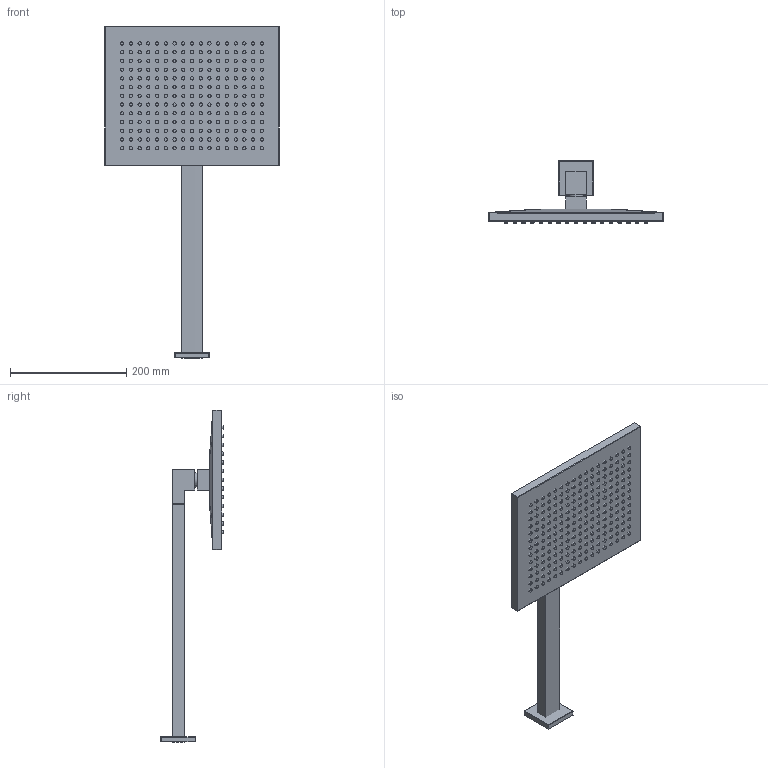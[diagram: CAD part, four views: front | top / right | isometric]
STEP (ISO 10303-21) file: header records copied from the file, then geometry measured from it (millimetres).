
FILE_DESCRIPTION (( 'STEP AP203' ), '1' );
FILE_NAME ('28765980-00.STEP', '2019-07-16T12:22:56', ( '' ), ( '' ), 'SwSTEP 2.0', 'SolidWorks 2017', '' );
FILE_SCHEMA (( 'CONFIG_CONTROL_DESIGN' ));
Length unit declared in the file: millimetre
Products named in the file (8): 28765980-00; Planungsmodell_Rohr-+-04.28.22.247.20-1; Planungsmodell_Deckel-+-09.11.02.305.90-01_K1; Planungsmodell_Einsatz-+-28.785.960-01_-_K1; Planungsmodell_Abdeckung-+-33.543.780-01_ _K81_60x9x60; Planungsmodell_Halter-+-28.795.960-01_-_K1; Planungsmodell_Platte -+-09.11.01.092.94-01_-_K10_300x240x15,50; Planungsmodell_Rohr_gerade-+-28.568.780-10_ _K36_25x10
Assembly tree (7 placements, depth 2):
  28765980-00
    Planungsmodell_Abdeckung-+-33.543.780-01_ _K81_60x9x60
    Planungsmodell_Rohr-+-04.28.22.247.20-1
    Planungsmodell_Deckel-+-09.11.02.305.90-01_K1
    Planungsmodell_Einsatz-+-28.785.960-01_-_K1
    Planungsmodell_Halter-+-28.795.960-01_-_K1
    Planungsmodell_Platte -+-09.11.01.092.94-01_-_K10_300x240x15,50
    Planungsmodell_Rohr_gerade-+-28.568.780-10_ _K36_25x10
Bounding box: 300 x 107.27 x 570.5 mm (x, y, z)
Volume: 2001158.7 mm3; surface area: 515879.7 mm2
Topology: 7 solids, 7 shells, 574 faces, 963 edges, 618 vertices
Faces by surface type: plane 271, cone 225, bspline 35, cylinder 31, sphere 8, torus 4
Full cylindrical faces by diameter (mm): 25 x1
Entity records: 14903 total; most frequent: CARTESIAN_POINT 3798, DIRECTION 2316, ORIENTED_EDGE 1466, AXIS2_PLACEMENT_3D 1082, EDGE_LOOP 1019, EDGE_CURVE 733, VERTEX_POINT 618, FACE_OUTER_BOUND 575
